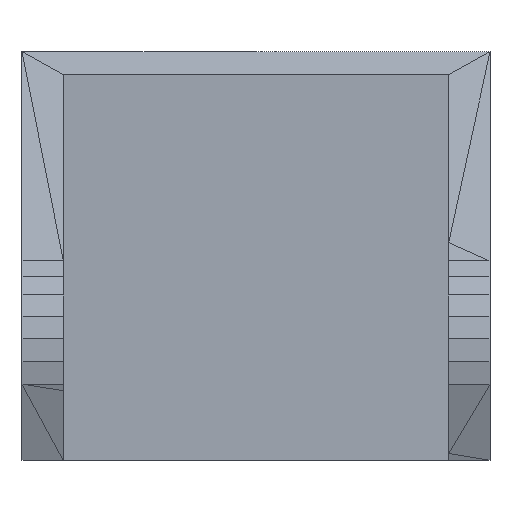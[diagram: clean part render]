
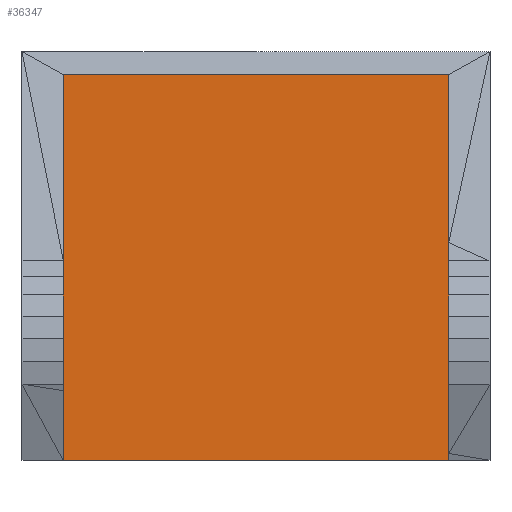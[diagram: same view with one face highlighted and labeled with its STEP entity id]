
A CAD part, front view. The second image highlights one B-rep face of the part: STEP entity #36347.
In plain terms, the highlighted planar face has unit normal (0, 1, 0).
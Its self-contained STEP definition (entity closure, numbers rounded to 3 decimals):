
#349 = PLANE('',#350);
#350 = AXIS2_PLACEMENT_3D('',#351,#352,#353);
#351 = CARTESIAN_POINT('',(-25.5,56.785,0.));
#352 = DIRECTION('',(0.,0.,-1.));
#353 = DIRECTION('',(-1.,0.,-0.));
#5624 = PLANE('',#5625);
#5625 = AXIS2_PLACEMENT_3D('',#5626,#5627,#5628);
#5626 = CARTESIAN_POINT('',(21.,17.032,42.));
#5627 = DIRECTION('',(1.,-0.,0.));
#5628 = DIRECTION('',(-0.,0.,1.));
#17895 = VERTEX_POINT('',#17896);
#17896 = CARTESIAN_POINT('',(21.,50.,42.));
#17910 = PLANE('',#17911);
#17911 = AXIS2_PLACEMENT_3D('',#17912,#17913,#17914);
#17912 = CARTESIAN_POINT('',(21.,17.032,42.));
#17913 = DIRECTION('',(0.,0.,-1.));
#17914 = DIRECTION('',(-1.,0.,-0.));
#17922 = EDGE_CURVE('',#17895,#17923,#17925,.T.);
#17923 = VERTEX_POINT('',#17924);
#17924 = CARTESIAN_POINT('',(21.,50.,0.));
#17925 = SURFACE_CURVE('',#17926,(#17930,#17937),.PCURVE_S1.);
#17926 = LINE('',#17927,#17928);
#17927 = CARTESIAN_POINT('',(21.,50.,42.));
#17928 = VECTOR('',#17929,1.);
#17929 = DIRECTION('',(0.,0.,-1.));
#17930 = PCURVE('',#5624,#17931);
#17931 = DEFINITIONAL_REPRESENTATION('',(#17932),#17936);
#17932 = LINE('',#17933,#17934);
#17933 = CARTESIAN_POINT('',(0.,-32.968));
#17934 = VECTOR('',#17935,1.);
#17935 = DIRECTION('',(-1.,-0.));
#17936 = ( GEOMETRIC_REPRESENTATION_CONTEXT(2) 
PARAMETRIC_REPRESENTATION_CONTEXT() REPRESENTATION_CONTEXT('2D SPACE',''
  ) );
#17937 = PCURVE('',#17938,#17943);
#17938 = PLANE('',#17939);
#17939 = AXIS2_PLACEMENT_3D('',#17940,#17941,#17942);
#17940 = CARTESIAN_POINT('',(21.,50.,42.));
#17941 = DIRECTION('',(-0.,-1.,-0.));
#17942 = DIRECTION('',(0.,0.,-1.));
#17943 = DEFINITIONAL_REPRESENTATION('',(#17944),#17948);
#17944 = LINE('',#17945,#17946);
#17945 = CARTESIAN_POINT('',(0.,0.));
#17946 = VECTOR('',#17947,1.);
#17947 = DIRECTION('',(1.,0.));
#17948 = ( GEOMETRIC_REPRESENTATION_CONTEXT(2) 
PARAMETRIC_REPRESENTATION_CONTEXT() REPRESENTATION_CONTEXT('2D SPACE',''
  ) );
#21187 = PLANE('',#21188);
#21188 = AXIS2_PLACEMENT_3D('',#21189,#21190,#21191);
#21189 = CARTESIAN_POINT('',(-21.,50.,0.));
#21190 = DIRECTION('',(-1.,0.,0.));
#21191 = DIRECTION('',(0.,0.,-1.));
#21255 = EDGE_CURVE('',#21256,#21258,#21260,.T.);
#21256 = VERTEX_POINT('',#21257);
#21257 = CARTESIAN_POINT('',(-21.,50.,0.));
#21258 = VERTEX_POINT('',#21259);
#21259 = CARTESIAN_POINT('',(-21.,50.,42.));
#21260 = SURFACE_CURVE('',#21261,(#21265,#21272),.PCURVE_S1.);
#21261 = LINE('',#21262,#21263);
#21262 = CARTESIAN_POINT('',(-21.,50.,0.));
#21263 = VECTOR('',#21264,1.);
#21264 = DIRECTION('',(0.,0.,1.));
#21265 = PCURVE('',#21187,#21266);
#21266 = DEFINITIONAL_REPRESENTATION('',(#21267),#21271);
#21267 = LINE('',#21268,#21269);
#21268 = CARTESIAN_POINT('',(0.,-0.));
#21269 = VECTOR('',#21270,1.);
#21270 = DIRECTION('',(-1.,-0.));
#21271 = ( GEOMETRIC_REPRESENTATION_CONTEXT(2) 
PARAMETRIC_REPRESENTATION_CONTEXT() REPRESENTATION_CONTEXT('2D SPACE',''
  ) );
#21272 = PCURVE('',#17938,#21273);
#21273 = DEFINITIONAL_REPRESENTATION('',(#21274),#21278);
#21274 = LINE('',#21275,#21276);
#21275 = CARTESIAN_POINT('',(42.,-42.));
#21276 = VECTOR('',#21277,1.);
#21277 = DIRECTION('',(-1.,0.));
#21278 = ( GEOMETRIC_REPRESENTATION_CONTEXT(2) 
PARAMETRIC_REPRESENTATION_CONTEXT() REPRESENTATION_CONTEXT('2D SPACE',''
  ) );
#31735 = EDGE_CURVE('',#17923,#21256,#31736,.T.);
#31736 = SURFACE_CURVE('',#31737,(#31741,#31748),.PCURVE_S1.);
#31737 = LINE('',#31738,#31739);
#31738 = CARTESIAN_POINT('',(21.,50.,0.));
#31739 = VECTOR('',#31740,1.);
#31740 = DIRECTION('',(-1.,0.,0.));
#31741 = PCURVE('',#349,#31742);
#31742 = DEFINITIONAL_REPRESENTATION('',(#31743),#31747);
#31743 = LINE('',#31744,#31745);
#31744 = CARTESIAN_POINT('',(-46.5,-6.785));
#31745 = VECTOR('',#31746,1.);
#31746 = DIRECTION('',(1.,0.));
#31747 = ( GEOMETRIC_REPRESENTATION_CONTEXT(2) 
PARAMETRIC_REPRESENTATION_CONTEXT() REPRESENTATION_CONTEXT('2D SPACE',''
  ) );
#31748 = PCURVE('',#17938,#31749);
#31749 = DEFINITIONAL_REPRESENTATION('',(#31750),#31754);
#31750 = LINE('',#31751,#31752);
#31751 = CARTESIAN_POINT('',(42.,0.));
#31752 = VECTOR('',#31753,1.);
#31753 = DIRECTION('',(0.,-1.));
#31754 = ( GEOMETRIC_REPRESENTATION_CONTEXT(2) 
PARAMETRIC_REPRESENTATION_CONTEXT() REPRESENTATION_CONTEXT('2D SPACE',''
  ) );
#36165 = EDGE_CURVE('',#21258,#17895,#36166,.T.);
#36166 = SURFACE_CURVE('',#36167,(#36171,#36178),.PCURVE_S1.);
#36167 = LINE('',#36168,#36169);
#36168 = CARTESIAN_POINT('',(-21.,50.,42.));
#36169 = VECTOR('',#36170,1.);
#36170 = DIRECTION('',(1.,0.,0.));
#36171 = PCURVE('',#17910,#36172);
#36172 = DEFINITIONAL_REPRESENTATION('',(#36173),#36177);
#36173 = LINE('',#36174,#36175);
#36174 = CARTESIAN_POINT('',(42.,32.968));
#36175 = VECTOR('',#36176,1.);
#36176 = DIRECTION('',(-1.,0.));
#36177 = ( GEOMETRIC_REPRESENTATION_CONTEXT(2) 
PARAMETRIC_REPRESENTATION_CONTEXT() REPRESENTATION_CONTEXT('2D SPACE',''
  ) );
#36178 = PCURVE('',#17938,#36179);
#36179 = DEFINITIONAL_REPRESENTATION('',(#36180),#36184);
#36180 = LINE('',#36181,#36182);
#36181 = CARTESIAN_POINT('',(0.,-42.));
#36182 = VECTOR('',#36183,1.);
#36183 = DIRECTION('',(0.,1.));
#36184 = ( GEOMETRIC_REPRESENTATION_CONTEXT(2) 
PARAMETRIC_REPRESENTATION_CONTEXT() REPRESENTATION_CONTEXT('2D SPACE',''
  ) );
#36347 = ADVANCED_FACE('',(#36348),#17938,.F.);
#36348 = FACE_BOUND('',#36349,.F.);
#36349 = EDGE_LOOP('',(#36350,#36351,#36352,#36353));
#36350 = ORIENTED_EDGE('',*,*,#17922,.F.);
#36351 = ORIENTED_EDGE('',*,*,#36165,.F.);
#36352 = ORIENTED_EDGE('',*,*,#21255,.F.);
#36353 = ORIENTED_EDGE('',*,*,#31735,.F.);
